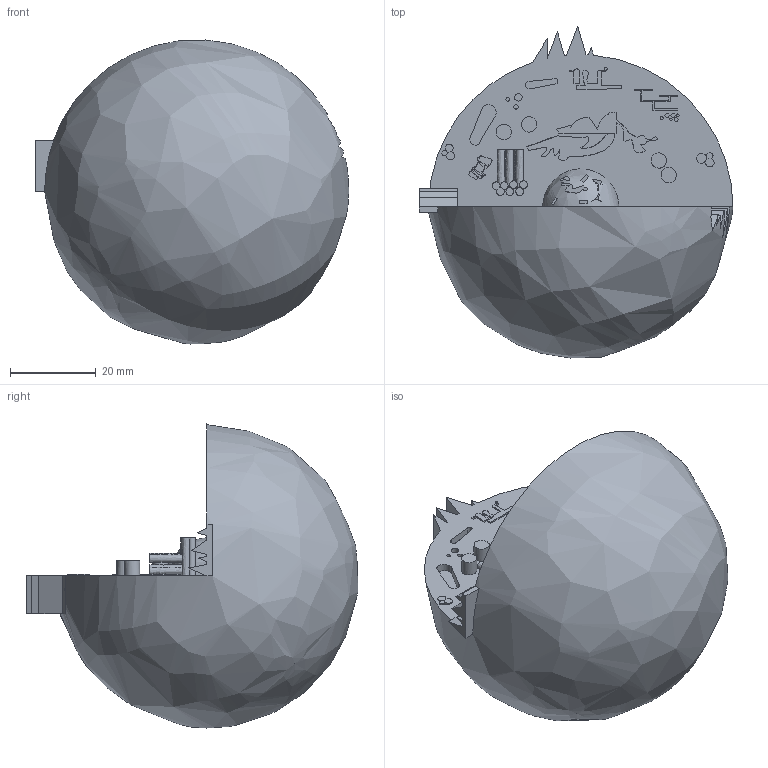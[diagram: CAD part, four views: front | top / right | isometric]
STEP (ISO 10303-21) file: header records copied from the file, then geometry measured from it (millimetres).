
FILE_DESCRIPTION(('FreeCAD Model'),'2;1');
FILE_NAME('Open CASCADE Shape Model','2025-04-29T14:27:23',('FreeCAD'),( 'FreeCAD'),'Open CASCADE STEP processor 7.6','FreeCAD','Unknown');
FILE_SCHEMA(('AUTOMOTIVE_DESIGN { 1 0 10303 214 1 1 1 1 }'));
Length unit declared in the file: millimetre
Products named in the file (1): Open CASCADE STEP translator 7.6 1
Bounding box: 73.05 x 77.24 x 70.74 mm (x, y, z)
Volume: 140912.2 mm3; surface area: 17737.5 mm2
Topology: 1 solids, 1 shells, 324 faces, 872 edges, 570 vertices
Faces by surface type: bspline 324
Entity records: 11015 total; most frequent: CARTESIAN_POINT 5936, ORIENTED_EDGE 1732, EDGE_CURVE 866, B_SPLINE_CURVE_WITH_KNOTS 597, VERTEX_POINT 562, FACE_BOUND 376, EDGE_LOOP 376, ADVANCED_FACE 324
